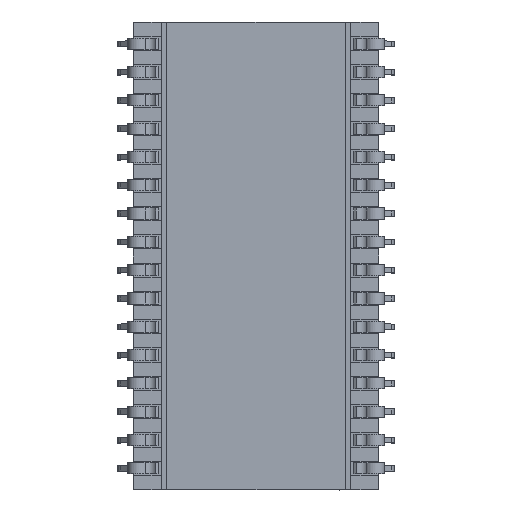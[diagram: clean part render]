
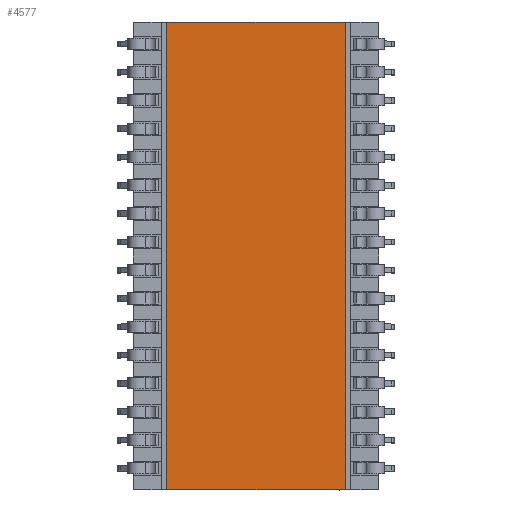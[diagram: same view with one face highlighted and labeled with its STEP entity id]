
A CAD part, top view. The second image highlights one B-rep face of the part: STEP entity #4577.
In plain terms, the highlighted planar face has unit normal (0, 0, 1).
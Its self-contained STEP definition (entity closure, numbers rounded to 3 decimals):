
#1444 = VERTEX_POINT('',#1445);
#1445 = CARTESIAN_POINT('',(20.27,1.95,3.8));
#1451 = EDGE_CURVE('',#1444,#1452,#1454,.T.);
#1452 = VERTEX_POINT('',#1453);
#1453 = CARTESIAN_POINT('',(4.27,1.95,3.8));
#1454 = LINE('',#1455,#1456);
#1455 = CARTESIAN_POINT('',(20.27,1.95,3.8));
#1456 = VECTOR('',#1457,1.);
#1457 = DIRECTION('',(-1.,0.,0.));
#2910 = VERTEX_POINT('',#2911);
#2911 = CARTESIAN_POINT('',(20.27,-40.05,3.8));
#2917 = EDGE_CURVE('',#2910,#2918,#2920,.T.);
#2918 = VERTEX_POINT('',#2919);
#2919 = CARTESIAN_POINT('',(4.27,-40.05,3.8));
#2920 = LINE('',#2921,#2922);
#2921 = CARTESIAN_POINT('',(20.27,-40.05,3.8));
#2922 = VECTOR('',#2923,1.);
#2923 = DIRECTION('',(-1.,0.,0.));
#3721 = EDGE_CURVE('',#1452,#2918,#3722,.T.);
#3722 = LINE('',#3723,#3724);
#3723 = CARTESIAN_POINT('',(4.27,1.95,3.8));
#3724 = VECTOR('',#3725,1.);
#3725 = DIRECTION('',(0.,-1.,0.));
#4566 = EDGE_CURVE('',#1444,#2910,#4567,.T.);
#4567 = LINE('',#4568,#4569);
#4568 = CARTESIAN_POINT('',(20.27,1.95,3.8));
#4569 = VECTOR('',#4570,1.);
#4570 = DIRECTION('',(0.,-1.,0.));
#4577 = ADVANCED_FACE('',(#4578),#4584,.F.);
#4578 = FACE_BOUND('',#4579,.F.);
#4579 = EDGE_LOOP('',(#4580,#4581,#4582,#4583));
#4580 = ORIENTED_EDGE('',*,*,#4566,.T.);
#4581 = ORIENTED_EDGE('',*,*,#2917,.T.);
#4582 = ORIENTED_EDGE('',*,*,#3721,.F.);
#4583 = ORIENTED_EDGE('',*,*,#1451,.F.);
#4584 = PLANE('',#4585);
#4585 = AXIS2_PLACEMENT_3D('',#4586,#4587,#4588);
#4586 = CARTESIAN_POINT('',(20.27,1.95,3.8));
#4587 = DIRECTION('',(0.,0.,-1.));
#4588 = DIRECTION('',(-1.,0.,0.));
